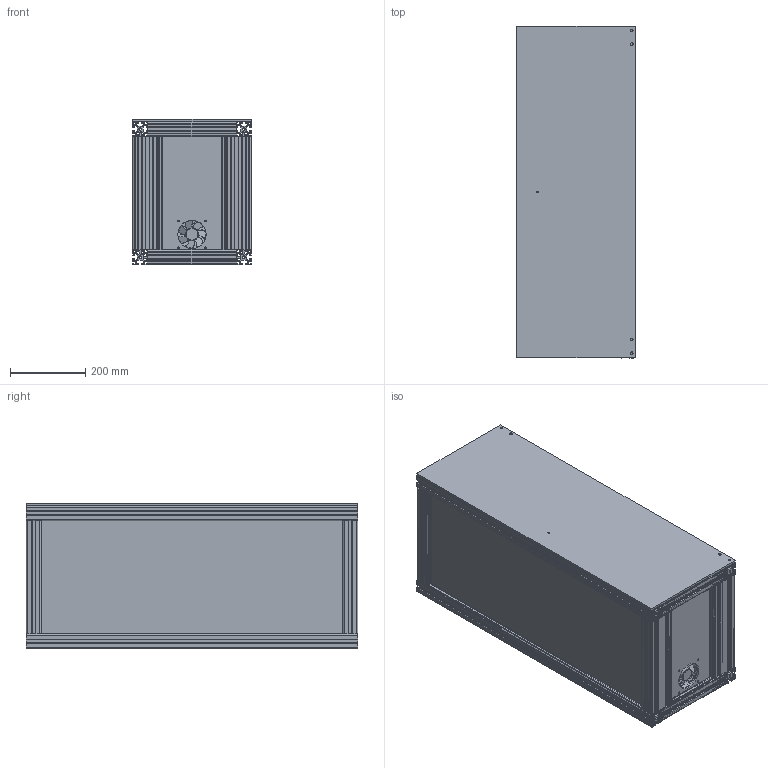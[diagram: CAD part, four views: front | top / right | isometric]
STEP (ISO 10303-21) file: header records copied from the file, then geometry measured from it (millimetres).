
FILE_DESCRIPTION(/* description */ (''),/* implementation_level */ '2;1');
FILE_NAME(/* name */ 'Rack for AASD15A drives.step',/* time_stamp */ '2021-11-09T20:50:52+01:00',/* author */ (''),/* organization */ (''),/* preprocessor_version */ 'ST-DEVELOPER v18.1',/* originating_system */ 'Autodesk Translation Framework v10.10.0.1391',/* authorisation */ '');
FILE_SCHEMA (('AUTOMOTIVE_DESIGN { 1 0 10303 214 3 1 1 }'));
Length unit declared in the file: millimetre
Products named in the file (24): Rack for AASD15A drives; frame3; profile 40x40 (3); profile 40x40 (4); profile 80x40 (2); profile 40x40 (2); profile 40x40 (1) (2) (1); Servo Drives 3; AASD15A Servo Drive (1); AASD15A Servo Drive (7); AASD15A Servo Drive (2); AASD15A Servo Drive (6); AASD15A Servo Drive (5); AASD15A Servo Drive (4); AASD15A Servo Drive (3); Plexik; Plexi; Plexi (1); Plexi (1) (1); Plexi (1) (1) (2); Plexi (1) (2); Fans; Noctua nf-a8-pwm fan 80x80x25; Fan Baffle 80mm
Assembly tree (33 placements, depth 3):
  Rack for AASD15A drives
    frame3
      profile 40x40 (2)  x4
      profile 80x40 (2)  x4
      profile 40x40 (1) (2) (1)  x4
      profile 40x40 (3)
      profile 40x40 (4)
    Servo Drives 3
      AASD15A Servo Drive (1)
      AASD15A Servo Drive (7)
      AASD15A Servo Drive (2)
      AASD15A Servo Drive (6)
      AASD15A Servo Drive (5)
      AASD15A Servo Drive (4)
      AASD15A Servo Drive (3)
    Plexik
      Plexi  x2
      Plexi (1)
      Plexi (1) (1)
      Plexi (1) (1) (2)
      Plexi (1) (2)
    Fans
      Noctua nf-a8-pwm fan 80x80x25
    Fan Baffle 80mm
Bounding box: 315 x 880 x 386 mm (x, y, z)
Volume: 29499266 mm3; surface area: 6963289.6 mm2
Topology: 37 solids, 37 shells, 2927 faces, 8527 edges, 5673 vertices
Faces by surface type: plane 1513, cylinder 1372, bspline 28, torus 14
Full cylindrical faces by diameter (mm): 4.234 x1, 4.4 x16, 5.4 x8, 6.779 x4, 6.8 x18, 27.5 x1, 34 x1, 75 x2
Entity records: 45688 total; most frequent: CARTESIAN_POINT 10333, DIRECTION 7348, ORIENTED_EDGE 7310, EDGE_CURVE 3655, AXIS2_PLACEMENT_3D 2470, VERTEX_POINT 2425, LINE 2408, VECTOR 2408
